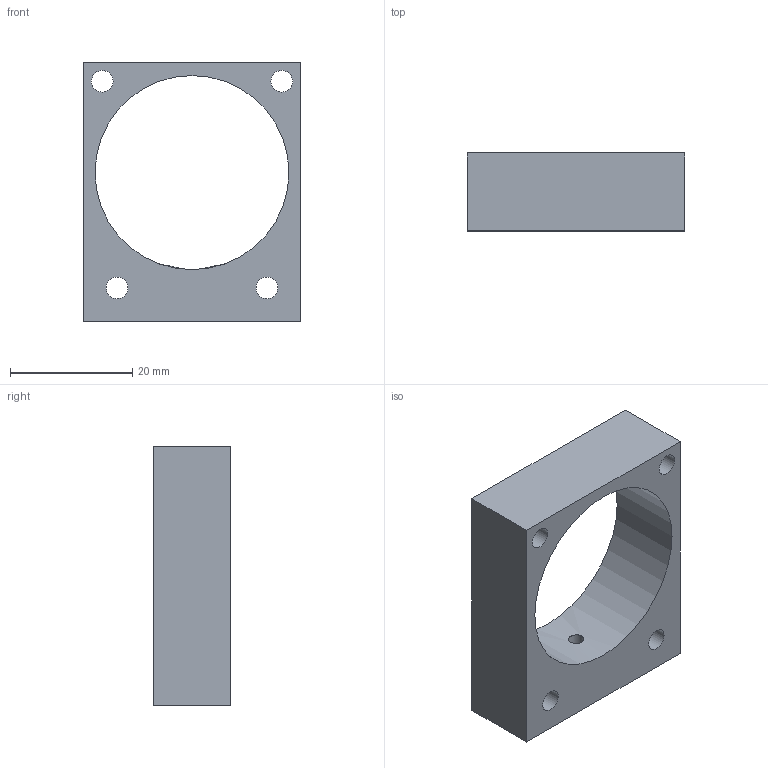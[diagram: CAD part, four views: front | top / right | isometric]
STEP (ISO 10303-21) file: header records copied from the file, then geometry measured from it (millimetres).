
FILE_DESCRIPTION(/* description */ (''),/* implementation_level */ '2;1');
FILE_NAME(/* name */ 'DPLX_P020_Camera Shroud Base_RevB.stp',/* time_stamp */ '2018-07-18T11:54:41-04:00',/* author */ ('DPLXuser'),/* organization */ (''),/* preprocessor_version */ 'ST-DEVELOPER v16.13',/* originating_system */ 'Autodesk Inventor 2018',/* authorisation */ '');
FILE_SCHEMA (('AUTOMOTIVE_DESIGN { 1 0 10303 214 3 1 1 }'));
Length unit declared in the file: inch
Products named in the file (1): DPLX_P020_Camera Shroud Base_RevB
Bounding box: 35.56 x 12.7 x 42.42 mm (x, y, z)
Volume: 8556.4 mm3; surface area: 5225.3 mm2
Topology: 1 solids, 1 shells, 12 faces, 30 edges, 20 vertices
Faces by surface type: cylinder 6, plane 6
Full cylindrical faces by diameter (mm): 2.464 x1, 3.556 x4, 31.75 x1
Entity records: 431 total; most frequent: CARTESIAN_POINT 90, DIRECTION 60, ORIENTED_EDGE 48, EDGE_LOOP 30, EDGE_CURVE 24, AXIS2_PLACEMENT_3D 24, VERTEX_POINT 20, FACE_BOUND 18
